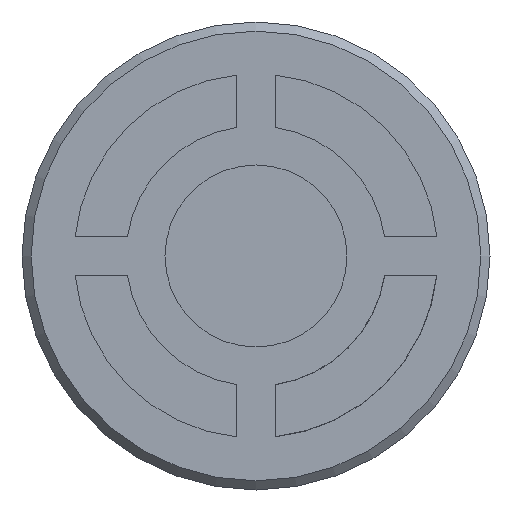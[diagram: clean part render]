
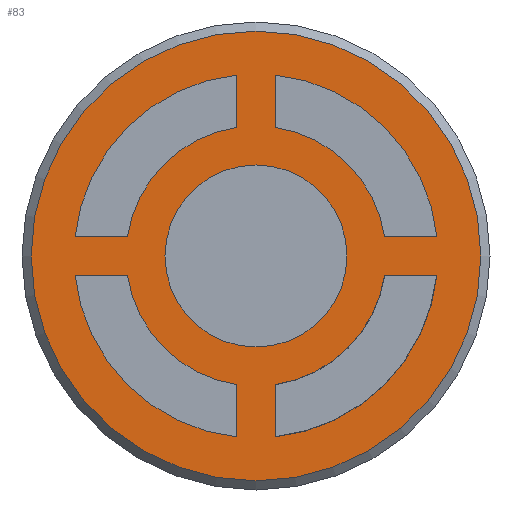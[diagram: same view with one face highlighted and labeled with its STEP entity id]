
A CAD part, front view. The second image highlights one B-rep face of the part: STEP entity #83.
In plain terms, the highlighted planar face has unit normal (0, -1, 0).
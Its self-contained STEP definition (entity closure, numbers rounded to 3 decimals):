
#83 = ADVANCED_FACE( '', ( #184, #185, #186, #187, #188, #189 ), #190, .F. );
#184 = FACE_BOUND( '', #314, .T. );
#185 = FACE_BOUND( '', #315, .T. );
#186 = FACE_BOUND( '', #316, .T. );
#187 = FACE_BOUND( '', #317, .T. );
#188 = FACE_OUTER_BOUND( '', #318, .T. );
#189 = FACE_BOUND( '', #319, .T. );
#190 = PLANE( '', #320 );
#314 = EDGE_LOOP( '', ( #489 ) );
#315 = EDGE_LOOP( '', ( #490, #491, #492, #493 ) );
#316 = EDGE_LOOP( '', ( #494, #495, #496, #497 ) );
#317 = EDGE_LOOP( '', ( #498, #499, #500, #501 ) );
#318 = EDGE_LOOP( '', ( #502 ) );
#319 = EDGE_LOOP( '', ( #503, #504, #505, #506 ) );
#320 = AXIS2_PLACEMENT_3D( '', #507, #508, #509 );
#489 = ORIENTED_EDGE( '', *, *, #711, .F. );
#490 = ORIENTED_EDGE( '', *, *, #675, .T. );
#491 = ORIENTED_EDGE( '', *, *, #686, .T. );
#492 = ORIENTED_EDGE( '', *, *, #670, .T. );
#493 = ORIENTED_EDGE( '', *, *, #712, .F. );
#494 = ORIENTED_EDGE( '', *, *, #713, .T. );
#495 = ORIENTED_EDGE( '', *, *, #714, .T. );
#496 = ORIENTED_EDGE( '', *, *, #706, .T. );
#497 = ORIENTED_EDGE( '', *, *, #715, .F. );
#498 = ORIENTED_EDGE( '', *, *, #716, .T. );
#499 = ORIENTED_EDGE( '', *, *, #717, .T. );
#500 = ORIENTED_EDGE( '', *, *, #688, .F. );
#501 = ORIENTED_EDGE( '', *, *, #718, .T. );
#502 = ORIENTED_EDGE( '', *, *, #719, .T. );
#503 = ORIENTED_EDGE( '', *, *, #720, .T. );
#504 = ORIENTED_EDGE( '', *, *, #697, .T. );
#505 = ORIENTED_EDGE( '', *, *, #702, .F. );
#506 = ORIENTED_EDGE( '', *, *, #721, .T. );
#507 = CARTESIAN_POINT( '', ( 8.646, -9., 0. ) );
#508 = DIRECTION( '', ( 0., 1., 0. ) );
#509 = DIRECTION( '', ( 0., 0., 1. ) );
#670 = EDGE_CURVE( '', #772, #773, #774, .T. );
#675 = EDGE_CURVE( '', #781, #782, #783, .T. );
#686 = EDGE_CURVE( '', #782, #772, #798, .T. );
#688 = EDGE_CURVE( '', #800, #801, #802, .T. );
#697 = EDGE_CURVE( '', #812, #813, #814, .T. );
#702 = EDGE_CURVE( '', #821, #813, #822, .T. );
#706 = EDGE_CURVE( '', #827, #828, #829, .T. );
#711 = EDGE_CURVE( '', #836, #836, #837, .T. );
#712 = EDGE_CURVE( '', #781, #773, #838, .T. );
#713 = EDGE_CURVE( '', #839, #840, #841, .T. );
#714 = EDGE_CURVE( '', #840, #827, #842, .T. );
#715 = EDGE_CURVE( '', #839, #828, #843, .T. );
#716 = EDGE_CURVE( '', #844, #845, #846, .T. );
#717 = EDGE_CURVE( '', #845, #801, #847, .T. );
#718 = EDGE_CURVE( '', #800, #844, #848, .T. );
#719 = EDGE_CURVE( '', #849, #849, #850, .T. );
#720 = EDGE_CURVE( '', #851, #812, #852, .T. );
#721 = EDGE_CURVE( '', #821, #851, #853, .T. );
#772 = VERTEX_POINT( '', #917 );
#773 = VERTEX_POINT( '', #918 );
#774 = LINE( '', #919, #920 );
#781 = VERTEX_POINT( '', #930 );
#782 = VERTEX_POINT( '', #931 );
#783 = LINE( '', #932, #933 );
#798 = CIRCLE( '', #951, 7. );
#800 = VERTEX_POINT( '', #953 );
#801 = VERTEX_POINT( '', #954 );
#802 = CIRCLE( '', #955, 5. );
#812 = VERTEX_POINT( '', #971 );
#813 = VERTEX_POINT( '', #972 );
#814 = LINE( '', #973, #974 );
#821 = VERTEX_POINT( '', #984 );
#822 = CIRCLE( '', #985, 5. );
#827 = VERTEX_POINT( '', #991 );
#828 = VERTEX_POINT( '', #992 );
#829 = LINE( '', #993, #994 );
#836 = VERTEX_POINT( '', #1004 );
#837 = CIRCLE( '', #1005, 3.5 );
#838 = CIRCLE( '', #1006, 5. );
#839 = VERTEX_POINT( '', #1007 );
#840 = VERTEX_POINT( '', #1008 );
#841 = LINE( '', #1009, #1010 );
#842 = CIRCLE( '', #1011, 7. );
#843 = CIRCLE( '', #1012, 5. );
#844 = VERTEX_POINT( '', #1013 );
#845 = VERTEX_POINT( '', #1014 );
#846 = CIRCLE( '', #1015, 7. );
#847 = LINE( '', #1016, #1017 );
#848 = LINE( '', #1018, #1019 );
#849 = VERTEX_POINT( '', #1020 );
#850 = CIRCLE( '', #1021, 8.646 );
#851 = VERTEX_POINT( '', #1022 );
#852 = CIRCLE( '', #1023, 7. );
#853 = LINE( '', #1024, #1025 );
#917 = CARTESIAN_POINT( '', ( -0.75, -9., 6.96 ) );
#918 = CARTESIAN_POINT( '', ( -0.75, -9., 4.943 ) );
#919 = CARTESIAN_POINT( '', ( -0.75, -9., 6.96 ) );
#920 = VECTOR( '', #1096, 1000. );
#930 = CARTESIAN_POINT( '', ( -4.943, -9., 0.75 ) );
#931 = CARTESIAN_POINT( '', ( -6.96, -9., 0.75 ) );
#932 = CARTESIAN_POINT( '', ( -4.943, -9., 0.75 ) );
#933 = VECTOR( '', #1100, 1000. );
#951 = AXIS2_PLACEMENT_3D( '', #1116, #1117, #1118 );
#953 = CARTESIAN_POINT( '', ( 4.943, -9., -0.75 ) );
#954 = CARTESIAN_POINT( '', ( 0.75, -9., -4.943 ) );
#955 = AXIS2_PLACEMENT_3D( '', #1119, #1120, #1121 );
#971 = CARTESIAN_POINT( '', ( -6.96, -9., -0.75 ) );
#972 = CARTESIAN_POINT( '', ( -4.943, -9., -0.75 ) );
#973 = CARTESIAN_POINT( '', ( -6.96, -9., -0.75 ) );
#974 = VECTOR( '', #1128, 1000. );
#984 = CARTESIAN_POINT( '', ( -0.75, -9., -4.943 ) );
#985 = AXIS2_PLACEMENT_3D( '', #1132, #1133, #1134 );
#991 = CARTESIAN_POINT( '', ( 6.96, -9., 0.75 ) );
#992 = CARTESIAN_POINT( '', ( 4.943, -9., 0.75 ) );
#993 = CARTESIAN_POINT( '', ( 6.96, -9., 0.75 ) );
#994 = VECTOR( '', #1139, 1000. );
#1004 = CARTESIAN_POINT( '', ( 0., -9., -3.5 ) );
#1005 = AXIS2_PLACEMENT_3D( '', #1143, #1144, #1145 );
#1006 = AXIS2_PLACEMENT_3D( '', #1146, #1147, #1148 );
#1007 = CARTESIAN_POINT( '', ( 0.75, -9., 4.943 ) );
#1008 = CARTESIAN_POINT( '', ( 0.75, -9., 6.96 ) );
#1009 = CARTESIAN_POINT( '', ( 0.75, -9., 4.943 ) );
#1010 = VECTOR( '', #1149, 1000. );
#1011 = AXIS2_PLACEMENT_3D( '', #1150, #1151, #1152 );
#1012 = AXIS2_PLACEMENT_3D( '', #1153, #1154, #1155 );
#1013 = CARTESIAN_POINT( '', ( 6.96, -9., -0.75 ) );
#1014 = CARTESIAN_POINT( '', ( 0.75, -9., -6.96 ) );
#1015 = AXIS2_PLACEMENT_3D( '', #1156, #1157, #1158 );
#1016 = CARTESIAN_POINT( '', ( 0.75, -9., -6.96 ) );
#1017 = VECTOR( '', #1159, 1000. );
#1018 = CARTESIAN_POINT( '', ( 4.943, -9., -0.75 ) );
#1019 = VECTOR( '', #1160, 1000. );
#1020 = CARTESIAN_POINT( '', ( 0., -9., -8.646 ) );
#1021 = AXIS2_PLACEMENT_3D( '', #1161, #1162, #1163 );
#1022 = CARTESIAN_POINT( '', ( -0.75, -9., -6.96 ) );
#1023 = AXIS2_PLACEMENT_3D( '', #1164, #1165, #1166 );
#1024 = CARTESIAN_POINT( '', ( -0.75, -9., -4.943 ) );
#1025 = VECTOR( '', #1167, 1000. );
#1096 = DIRECTION( '', ( 0., 0., -1. ) );
#1100 = DIRECTION( '', ( -1., 0., 0. ) );
#1116 = CARTESIAN_POINT( '', ( 0., -9., 0. ) );
#1117 = DIRECTION( '', ( 0., 1., 0. ) );
#1118 = DIRECTION( '', ( 1., 0., 0. ) );
#1119 = CARTESIAN_POINT( '', ( 0., -9., 0. ) );
#1120 = DIRECTION( '', ( 0., 1., 0. ) );
#1121 = DIRECTION( '', ( 1., 0., 0. ) );
#1128 = DIRECTION( '', ( 1., 0., 0. ) );
#1132 = CARTESIAN_POINT( '', ( 0., -9., 0. ) );
#1133 = DIRECTION( '', ( 0., 1., 0. ) );
#1134 = DIRECTION( '', ( 1., 0., 0. ) );
#1139 = DIRECTION( '', ( -1., 0., 0. ) );
#1143 = CARTESIAN_POINT( '', ( 0., -9., 0. ) );
#1144 = DIRECTION( '', ( 0., -1., 0. ) );
#1145 = DIRECTION( '', ( 0., 0., -1. ) );
#1146 = CARTESIAN_POINT( '', ( 0., -9., 0. ) );
#1147 = DIRECTION( '', ( 0., 1., 0. ) );
#1148 = DIRECTION( '', ( 1., 0., 0. ) );
#1149 = DIRECTION( '', ( 0., 0., 1. ) );
#1150 = CARTESIAN_POINT( '', ( 0., -9., 0. ) );
#1151 = DIRECTION( '', ( 0., 1., 0. ) );
#1152 = DIRECTION( '', ( 1., 0., 0. ) );
#1153 = CARTESIAN_POINT( '', ( 0., -9., 0. ) );
#1154 = DIRECTION( '', ( 0., 1., 0. ) );
#1155 = DIRECTION( '', ( 1., 0., 0. ) );
#1156 = CARTESIAN_POINT( '', ( 0., -9., 0. ) );
#1157 = DIRECTION( '', ( 0., 1., 0. ) );
#1158 = DIRECTION( '', ( 1., 0., 0. ) );
#1159 = DIRECTION( '', ( 0., 0., 1. ) );
#1160 = DIRECTION( '', ( 1., 0., 0. ) );
#1161 = CARTESIAN_POINT( '', ( 0., -9., 0. ) );
#1162 = DIRECTION( '', ( 0., -1., 0. ) );
#1163 = DIRECTION( '', ( 0., 0., -1. ) );
#1164 = CARTESIAN_POINT( '', ( 0., -9., 0. ) );
#1165 = DIRECTION( '', ( 0., 1., 0. ) );
#1166 = DIRECTION( '', ( 1., 0., 0. ) );
#1167 = DIRECTION( '', ( 0., 0., -1. ) );
